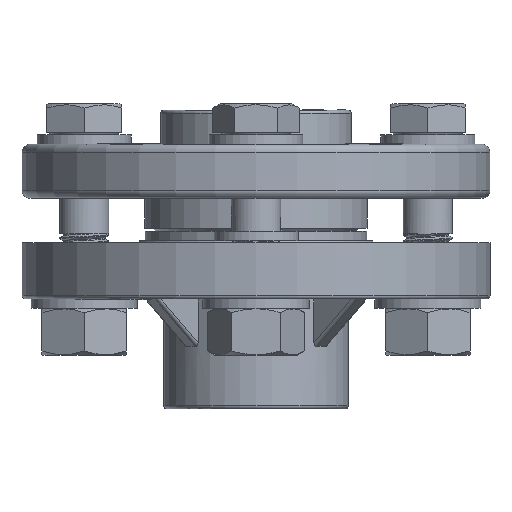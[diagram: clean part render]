
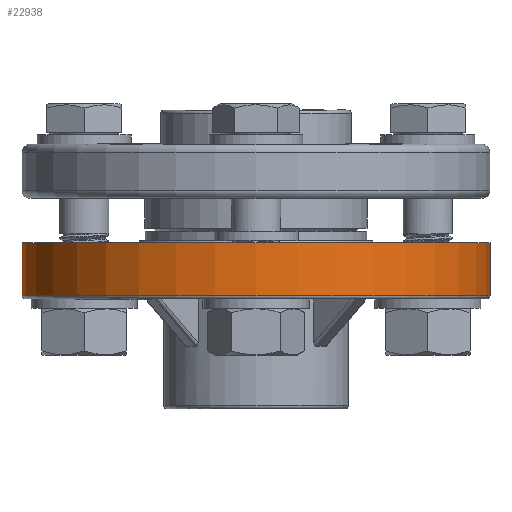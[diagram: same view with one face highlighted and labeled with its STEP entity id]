
A CAD part, front view. The second image highlights one B-rep face of the part: STEP entity #22938.
In plain terms, the highlighted cylindrical face has radius 74.9 mm (diameter 149.8 mm), a full revolution.
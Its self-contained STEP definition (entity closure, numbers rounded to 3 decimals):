
#799=CYLINDRICAL_SURFACE('',#24534,74.9);
#2547=LINE('',#35583,#4565);
#4565=VECTOR('',#27327,74.9);
#6419=FACE_OUTER_BOUND('',#7787,.T.);
#7787=EDGE_LOOP('',(#17284,#17285,#17286,#17287));
#9024=CIRCLE('',#24535,74.9);
#9025=CIRCLE('',#24536,74.9);
#10105=VERTEX_POINT('',#35580);
#10106=VERTEX_POINT('',#35582);
#12771=EDGE_CURVE('',#10105,#10105,#9024,.T.);
#12772=EDGE_CURVE('',#10105,#10106,#2547,.T.);
#12773=EDGE_CURVE('',#10106,#10106,#9025,.T.);
#17284=ORIENTED_EDGE('',*,*,#12771,.T.);
#17285=ORIENTED_EDGE('',*,*,#12772,.T.);
#17286=ORIENTED_EDGE('',*,*,#12773,.T.);
#17287=ORIENTED_EDGE('',*,*,#12772,.F.);
#22938=ADVANCED_FACE('',(#6419),#799,.T.);
#24534=AXIS2_PLACEMENT_3D('',#35579,#27323,#27324);
#24535=AXIS2_PLACEMENT_3D('',#35581,#27325,#27326);
#24536=AXIS2_PLACEMENT_3D('',#35584,#27328,#27329);
#27323=DIRECTION('center_axis',(0.,0.,-1.));
#27324=DIRECTION('ref_axis',(1.,0.,0.));
#27325=DIRECTION('center_axis',(0.,0.,1.));
#27326=DIRECTION('ref_axis',(1.,0.,0.));
#27327=DIRECTION('',(0.,0.,1.));
#27328=DIRECTION('center_axis',(0.,0.,-1.));
#27329=DIRECTION('ref_axis',(1.,0.,0.));
#35579=CARTESIAN_POINT('Origin',(345.,0.,38.));
#35580=CARTESIAN_POINT('',(270.1,0.,21.));
#35581=CARTESIAN_POINT('Origin',(345.,0.,21.));
#35582=CARTESIAN_POINT('',(270.1,0.,38.));
#35583=CARTESIAN_POINT('',(270.1,0.,38.));
#35584=CARTESIAN_POINT('Origin',(345.,0.,38.));
